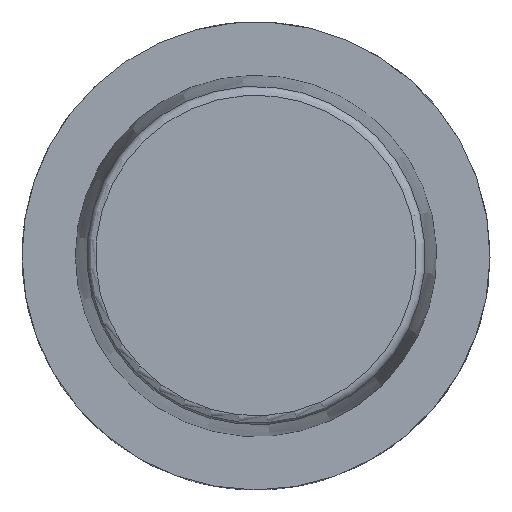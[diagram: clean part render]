
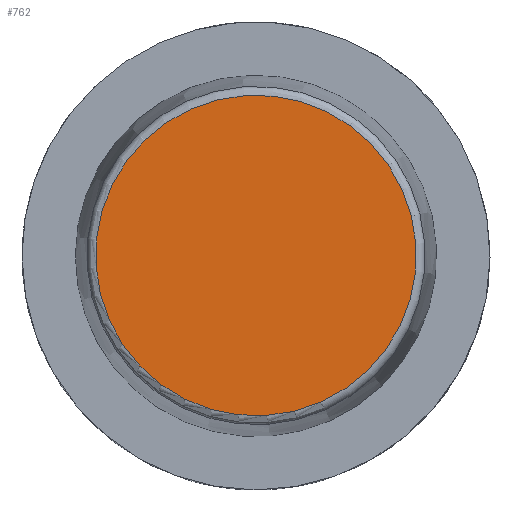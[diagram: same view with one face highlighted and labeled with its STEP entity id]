
A CAD part, top view. The second image highlights one B-rep face of the part: STEP entity #762.
In plain terms, the highlighted planar face has unit normal (0, 0, 1).
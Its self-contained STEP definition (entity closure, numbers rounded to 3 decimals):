
#540=FACE_OUTER_BOUND('',#948,.T.);
#762=ADVANCED_FACE('',(#540),#803,.F.);
#803=PLANE('',#1812);
#948=EDGE_LOOP('',(#1130));
#1130=ORIENTED_EDGE('',*,*,#1467,.T.);
#1346=VERTEX_POINT('',#2508);
#1467=EDGE_CURVE('',#1346,#1346,#1578,.T.);
#1578=CIRCLE('',#1756,21.575);
#1756=AXIS2_PLACEMENT_3D('',#2507,#1950,#1951);
#1812=AXIS2_PLACEMENT_3D('',#2610,#2067,#2068);
#1950=DIRECTION('',(0.,0.,1.));
#1951=DIRECTION('',(0.398,-0.918,0.));
#2067=DIRECTION('',(0.,0.,-1.));
#2068=DIRECTION('',(1.,0.,0.));
#2507=CARTESIAN_POINT('',(0.,0.,32.));
#2508=CARTESIAN_POINT('',(8.581,-19.795,32.));
#2610=CARTESIAN_POINT('',(0.,0.,32.));
